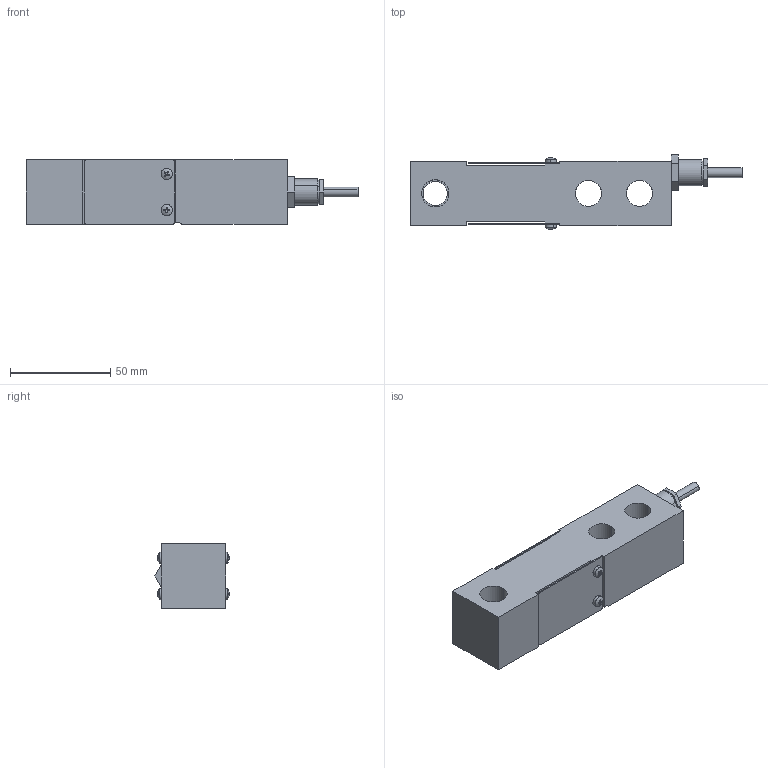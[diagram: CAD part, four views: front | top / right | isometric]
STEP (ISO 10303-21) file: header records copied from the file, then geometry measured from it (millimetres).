
FILE_DESCRIPTION(('STEP AP214'),'1');
FILE_NAME('FTK 75-150-300 kg.stp','2018-01-12T11:35:20',(' '),(' '),'Spatial InterOp 3D',' ',' ');
FILE_SCHEMA(('AUTOMOTIVE_DESIGN { 1 0 10303 214 1 1 1 1 }'));
Length unit declared in the file: metre
Products named in the file (5): FTK 75-150-300 kg; corpo; pressacavo ¼ GAS; vite; lamella
Assembly tree (8 placements, depth 2):
  FTK 75-150-300 kg
    corpo
    pressacavo ¼ GAS
    vite  x4
    lamella  x2
Bounding box: 165.2 x 36.96 x 32 mm (x, y, z)
Volume: 118010.6 mm3; surface area: 31573.9 mm2
Topology: 8 solids, 8 shells, 204 faces, 508 edges, 332 vertices
Faces by surface type: plane 113, cylinder 77, cone 10, sphere 4
Entity records: 4619 total; most frequent: DIRECTION 646, CARTESIAN_POINT 623, ORIENTED_EDGE 568, EDGE_CURVE 284, AXIS2_PLACEMENT_3D 239, VERTEX_POINT 188, LINE 168, VECTOR 168
